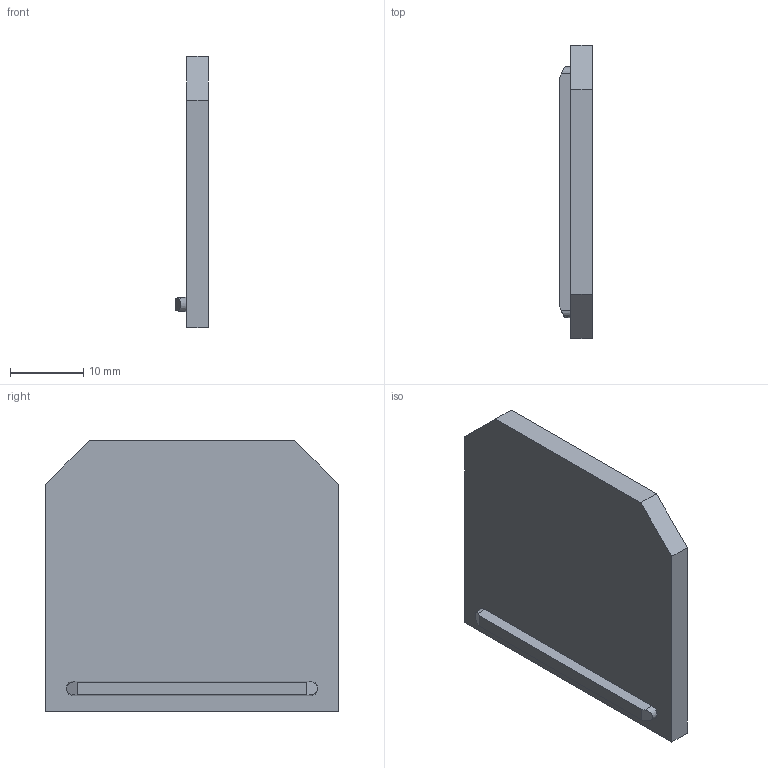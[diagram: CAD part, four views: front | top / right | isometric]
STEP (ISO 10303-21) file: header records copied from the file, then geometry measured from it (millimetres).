
FILE_DESCRIPTION(('CATIA V5R22 STEP214','CAx-IF Rec.Pracs.--- Model Styling and Organization---1.4--- 2014-01-23'),'2;1');
FILE_NAME ('034647-3_0', '2021-06-22T06:12:40+00:00', ('Weidmueller Interface'), ('Weidmueller'), 'CATIA Version 5-6 Release 2016 SP3 HF44', 'CATIA V5 STEP AP214', 'none');
FILE_SCHEMA(('AUTOMOTIVE_DESIGN { 1 0 10303 214 1 1 1 1 }'));
Length unit declared in the file: millimetre
Products named in the file (1): 9502630000
Bounding box: 4.5 x 40 x 37 mm (x, y, z)
Volume: 4425.4 mm3; surface area: 3423.4 mm2
Topology: 1 solids, 1 shells, 15 faces, 36 edges, 24 vertices
Faces by surface type: plane 13, cone 2
Entity records: 486 total; most frequent: CARTESIAN_POINT 106, ORIENTED_EDGE 72, DIRECTION 65, EDGE_CURVE 36, VECTOR 31, LINE 31, VERTEX_POINT 24, AXIS2_PLACEMENT_3D 19
